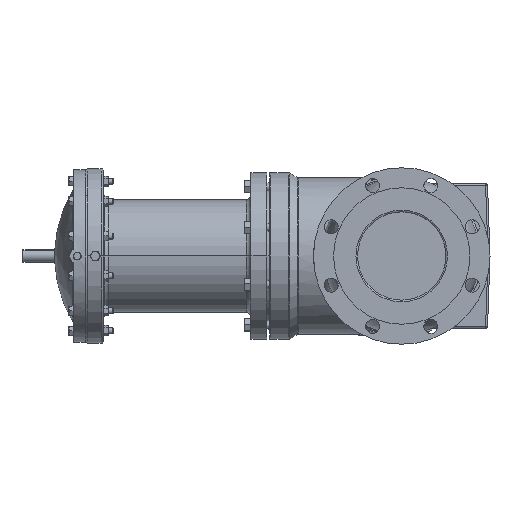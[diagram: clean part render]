
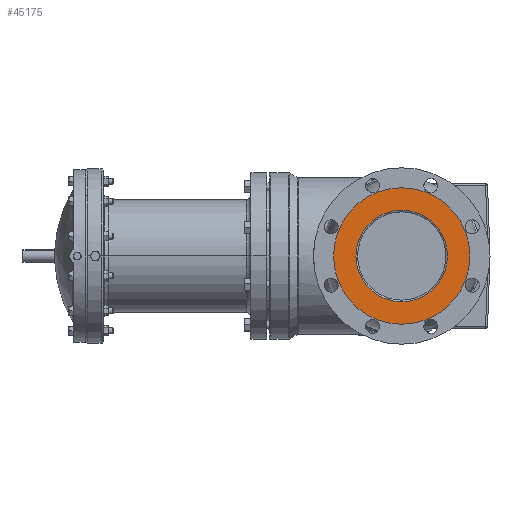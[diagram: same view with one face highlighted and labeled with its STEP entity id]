
A CAD part, left-side view. The second image highlights one B-rep face of the part: STEP entity #45175.
In plain terms, the highlighted planar face has unit normal (-1, 0, 0).
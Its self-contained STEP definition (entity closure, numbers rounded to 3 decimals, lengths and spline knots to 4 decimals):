
#1054 = EDGE_LOOP ( 'NONE', ( #58708, #28235 ) ) ;
#1979 = FACE_BOUND ( 'NONE', #24210, .T. ) ;
#2449 = DIRECTION ( 'NONE',  ( 0., 0., 1. ) ) ;
#4546 = VERTEX_POINT ( 'NONE', #56024 ) ;
#4958 = EDGE_CURVE ( 'NONE', #19082, #38607, #54269, .T. ) ;
#7014 = EDGE_CURVE ( 'NONE', #38607, #19082, #31297, .T. ) ;
#7936 = DIRECTION ( 'NONE',  ( 0., 0., -1. ) ) ;
#9510 = CIRCLE ( 'NONE', #33088, 4.25 ) ;
#9597 = DIRECTION ( 'NONE',  ( 0., 0., -1. ) ) ;
#11278 = CARTESIAN_POINT ( 'NONE',  ( -11.0313, 0., 0. ) ) ;
#12197 = FACE_OUTER_BOUND ( 'NONE', #1054, .T. ) ;
#12432 = DIRECTION ( 'NONE',  ( 1., 0., 0. ) ) ;
#16748 = CARTESIAN_POINT ( 'NONE',  ( -11.0313, 0., 4.25 ) ) ;
#19082 = VERTEX_POINT ( 'NONE', #29700 ) ;
#19483 = CARTESIAN_POINT ( 'NONE',  ( -11.0313, 0., 0. ) ) ;
#21446 = CIRCLE ( 'NONE', #50123, 4.25 ) ;
#24210 = EDGE_LOOP ( 'NONE', ( #50203, #55063 ) ) ;
#24541 = PLANE ( 'NONE',  #63446 ) ;
#27692 = CARTESIAN_POINT ( 'NONE',  ( -11.0313, 0., 0. ) ) ;
#28235 = ORIENTED_EDGE ( 'NONE', *, *, #36805, .T. ) ;
#29700 = CARTESIAN_POINT ( 'NONE',  ( -11.0313, 0., 2.85 ) ) ;
#30380 = DIRECTION ( 'NONE',  ( 1., 0., 0. ) ) ;
#31297 = CIRCLE ( 'NONE', #41216, 2.85 ) ;
#32468 = DIRECTION ( 'NONE',  ( -1., 0., 0. ) ) ;
#32716 = DIRECTION ( 'NONE',  ( 0., 0., 1. ) ) ;
#33088 = AXIS2_PLACEMENT_3D ( 'NONE', #27692, #62786, #32716 ) ;
#36805 = EDGE_CURVE ( 'NONE', #4546, #61178, #21446, .T. ) ;
#38607 = VERTEX_POINT ( 'NONE', #46533 ) ;
#39638 = DIRECTION ( 'NONE',  ( 1., 0., 0. ) ) ;
#41216 = AXIS2_PLACEMENT_3D ( 'NONE', #11278, #30380, #7936 ) ;
#45175 = ADVANCED_FACE ( 'NONE', ( #1979, #12197 ), #24541, .F. ) ;
#46533 = CARTESIAN_POINT ( 'NONE',  ( -11.0313, 0., -2.85 ) ) ;
#48694 = AXIS2_PLACEMENT_3D ( 'NONE', #50574, #12432, #58950 ) ;
#50123 = AXIS2_PLACEMENT_3D ( 'NONE', #62552, #32468, #2449 ) ;
#50203 = ORIENTED_EDGE ( 'NONE', *, *, #7014, .T. ) ;
#50574 = CARTESIAN_POINT ( 'NONE',  ( -11.0313, 0., 0. ) ) ;
#53385 = EDGE_CURVE ( 'NONE', #61178, #4546, #9510, .T. ) ;
#54269 = CIRCLE ( 'NONE', #48694, 2.85 ) ;
#55063 = ORIENTED_EDGE ( 'NONE', *, *, #4958, .T. ) ;
#56024 = CARTESIAN_POINT ( 'NONE',  ( -11.0313, 0., -4.25 ) ) ;
#58708 = ORIENTED_EDGE ( 'NONE', *, *, #53385, .T. ) ;
#58950 = DIRECTION ( 'NONE',  ( 0., 0., -1. ) ) ;
#61178 = VERTEX_POINT ( 'NONE', #16748 ) ;
#62552 = CARTESIAN_POINT ( 'NONE',  ( -11.0313, 0., 0. ) ) ;
#62786 = DIRECTION ( 'NONE',  ( -1., 0., 0. ) ) ;
#63446 = AXIS2_PLACEMENT_3D ( 'NONE', #19483, #39638, #9597 ) ;
